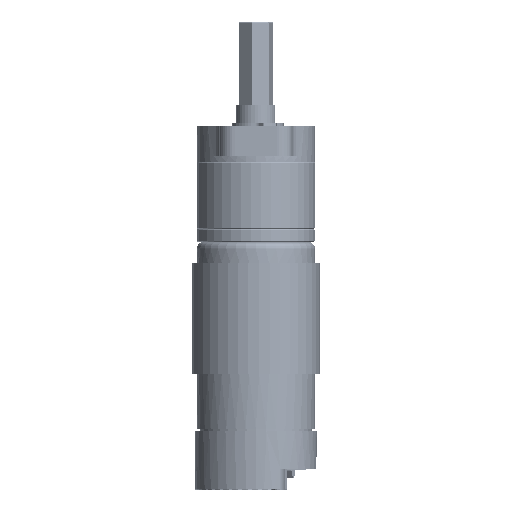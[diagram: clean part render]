
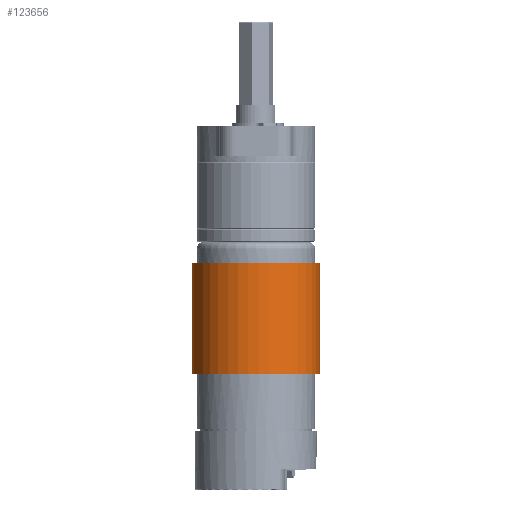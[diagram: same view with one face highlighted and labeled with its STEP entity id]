
A CAD part, left-side view. The second image highlights one B-rep face of the part: STEP entity #123656.
In plain terms, the highlighted cylindrical face has radius 19.5 mm (diameter 39 mm), a partial arc.
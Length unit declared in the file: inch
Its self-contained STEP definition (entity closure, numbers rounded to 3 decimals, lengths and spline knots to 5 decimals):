
#4833 = EDGE_LOOP ( 'NONE', ( #134497, #106685, #52494, #48221 ) ) ;
#7911 = DIRECTION ( 'NONE',  ( 0., 0., -1. ) ) ;
#9745 = LINE ( 'NONE', #52450, #66444 ) ;
#11264 = VERTEX_POINT ( 'NONE', #86124 ) ;
#14010 = DIRECTION ( 'NONE',  ( -1., 0., 0. ) ) ;
#19526 = VERTEX_POINT ( 'NONE', #124104 ) ;
#32169 = CARTESIAN_POINT ( 'NONE',  ( 0., 0., -0.2815 ) ) ;
#35237 = EDGE_CURVE ( 'NONE', #19526, #53736, #9745, .T. ) ;
#36155 = VECTOR ( 'NONE', #56146, 39.37008 ) ;
#44921 = EDGE_CURVE ( 'NONE', #19526, #11264, #102137, .T. ) ;
#46588 = CARTESIAN_POINT ( 'NONE',  ( -0.76772, 0., -0.2815 ) ) ;
#48221 = ORIENTED_EDGE ( 'NONE', *, *, #35237, .T. ) ;
#48996 = VERTEX_POINT ( 'NONE', #99145 ) ;
#52450 = CARTESIAN_POINT ( 'NONE',  ( 0.76367, -0.07874, 0. ) ) ;
#52494 = ORIENTED_EDGE ( 'NONE', *, *, #44921, .F. ) ;
#53736 = VERTEX_POINT ( 'NONE', #129541 ) ;
#54648 = DIRECTION ( 'NONE',  ( 0., 0., 1. ) ) ;
#56146 = DIRECTION ( 'NONE',  ( 0., 0., -1. ) ) ;
#58585 = AXIS2_PLACEMENT_3D ( 'NONE', #32169, #68182, #114600 ) ;
#66444 = VECTOR ( 'NONE', #54648, 39.37008 ) ;
#68182 = DIRECTION ( 'NONE',  ( 0., 0., -1. ) ) ;
#72126 = LINE ( 'NONE', #46588, #36155 ) ;
#76349 = FACE_OUTER_BOUND ( 'NONE', #4833, .T. ) ;
#86124 = CARTESIAN_POINT ( 'NONE',  ( -0.76772, 0., 0.65945 ) ) ;
#90511 = CIRCLE ( 'NONE', #109313, 0.76772 ) ;
#99145 = CARTESIAN_POINT ( 'NONE',  ( -0.76772, 0., 1.99803 ) ) ;
#102137 = CIRCLE ( 'NONE', #139764, 0.76772 ) ;
#104633 = DIRECTION ( 'NONE',  ( 0., 0., -1. ) ) ;
#106685 = ORIENTED_EDGE ( 'NONE', *, *, #143096, .T. ) ;
#109313 = AXIS2_PLACEMENT_3D ( 'NONE', #116387, #104633, #14010 ) ;
#112743 = EDGE_CURVE ( 'NONE', #53736, #48996, #90511, .T. ) ;
#114600 = DIRECTION ( 'NONE',  ( -1., 0., 0. ) ) ;
#116387 = CARTESIAN_POINT ( 'NONE',  ( 0., 0., 1.99803 ) ) ;
#120654 = CARTESIAN_POINT ( 'NONE',  ( 0., 0., 0.65945 ) ) ;
#121327 = CYLINDRICAL_SURFACE ( 'NONE', #58585, 0.76772 ) ;
#123656 = ADVANCED_FACE ( 'NONE', ( #76349 ), #121327, .T. ) ;
#124104 = CARTESIAN_POINT ( 'NONE',  ( 0.76367, -0.07874, 0.65945 ) ) ;
#129541 = CARTESIAN_POINT ( 'NONE',  ( 0.76367, -0.07874, 1.99803 ) ) ;
#132447 = DIRECTION ( 'NONE',  ( -1., 0., 0. ) ) ;
#134497 = ORIENTED_EDGE ( 'NONE', *, *, #112743, .T. ) ;
#139764 = AXIS2_PLACEMENT_3D ( 'NONE', #120654, #7911, #132447 ) ;
#143096 = EDGE_CURVE ( 'NONE', #48996, #11264, #72126, .T. ) ;
